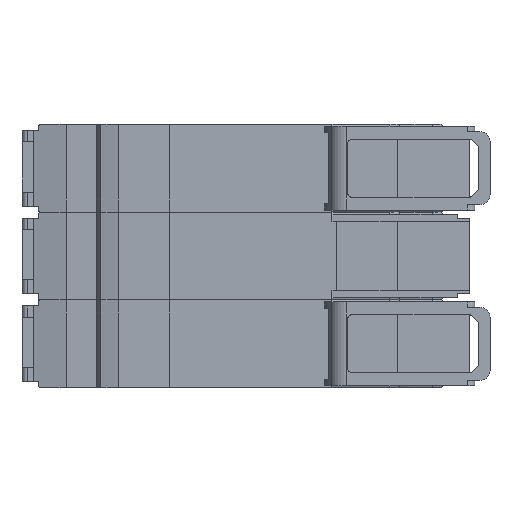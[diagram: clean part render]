
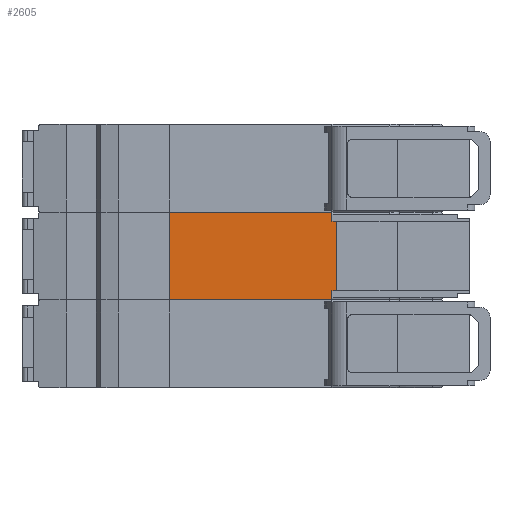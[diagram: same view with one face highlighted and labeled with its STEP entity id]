
A CAD part, front view. The second image highlights one B-rep face of the part: STEP entity #2605.
In plain terms, the highlighted planar face has unit normal (0, -1, 0).
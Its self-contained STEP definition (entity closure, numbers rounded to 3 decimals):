
#2605=ADVANCED_FACE('',(#7432),#5565,.T.);
#5565=PLANE('',#52659);
#7432=FACE_OUTER_BOUND('',#10135,.T.);
#10135=EDGE_LOOP('',(#23678,#23679,#23680,#23681,#23682,#23683,#23684,#23685));
#13421=LINE('',#72058,#18502);
#13432=LINE('',#72082,#18513);
#13454=LINE('',#72130,#18535);
#13456=LINE('',#72134,#18537);
#13457=LINE('',#72136,#18538);
#13458=LINE('',#72138,#18539);
#13459=LINE('',#72140,#18540);
#13460=LINE('',#72141,#18541);
#18502=VECTOR('',#57450,1.);
#18513=VECTOR('',#57465,1.);
#18535=VECTOR('',#57507,1.);
#18537=VECTOR('',#57511,1.);
#18538=VECTOR('',#57512,1.);
#18539=VECTOR('',#57513,1.);
#18540=VECTOR('',#57514,1.);
#18541=VECTOR('',#57515,1.);
#23678=ORIENTED_EDGE('',*,*,#43409,.F.);
#23679=ORIENTED_EDGE('',*,*,#43447,.T.);
#23680=ORIENTED_EDGE('',*,*,#43448,.T.);
#23681=ORIENTED_EDGE('',*,*,#43449,.T.);
#23682=ORIENTED_EDGE('',*,*,#43450,.T.);
#23683=ORIENTED_EDGE('',*,*,#43421,.T.);
#23684=ORIENTED_EDGE('',*,*,#43451,.T.);
#23685=ORIENTED_EDGE('',*,*,#43445,.F.);
#38608=VERTEX_POINT('',#71984);
#38636=VERTEX_POINT('',#72054);
#38647=VERTEX_POINT('',#72081);
#38648=VERTEX_POINT('',#72083);
#38664=VERTEX_POINT('',#72131);
#38665=VERTEX_POINT('',#72135);
#38666=VERTEX_POINT('',#72137);
#38667=VERTEX_POINT('',#72139);
#43409=EDGE_CURVE('',#38608,#38636,#13421,.T.);
#43421=EDGE_CURVE('',#38648,#38647,#13432,.T.);
#43445=EDGE_CURVE('',#38636,#38664,#13454,.T.);
#43447=EDGE_CURVE('',#38608,#38665,#13456,.T.);
#43448=EDGE_CURVE('',#38665,#38666,#13457,.T.);
#43449=EDGE_CURVE('',#38666,#38667,#13458,.T.);
#43450=EDGE_CURVE('',#38667,#38648,#13459,.T.);
#43451=EDGE_CURVE('',#38647,#38664,#13460,.T.);
#52659=AXIS2_PLACEMENT_3D('',#72142,#57516,#57517);
#57450=DIRECTION('',(-1.,0.,0.));
#57465=DIRECTION('',(0.,0.,1.));
#57507=DIRECTION('',(0.,0.,1.));
#57511=DIRECTION('',(0.,0.,1.));
#57512=DIRECTION('',(1.,0.,0.));
#57513=DIRECTION('',(0.,0.,1.));
#57514=DIRECTION('',(-1.,0.,0.));
#57515=DIRECTION('',(-1.,0.,0.));
#57516=DIRECTION('',(0.,-1.,0.));
#57517=DIRECTION('',(0.,0.,-1.));
#71984=CARTESIAN_POINT('',(30.5,-55.8,-35.));
#72054=CARTESIAN_POINT('',(-4.,-55.8,-35.));
#72058=CARTESIAN_POINT('',(-4.,-55.8,-35.));
#72081=CARTESIAN_POINT('',(30.5,-55.8,-17.5));
#72082=CARTESIAN_POINT('',(30.5,-55.8,-17.5));
#72083=CARTESIAN_POINT('',(30.5,-55.8,-19.3));
#72130=CARTESIAN_POINT('',(-4.,-55.8,-17.5));
#72131=CARTESIAN_POINT('',(-4.,-55.8,-17.5));
#72134=CARTESIAN_POINT('',(30.5,-55.8,-35.));
#72135=CARTESIAN_POINT('',(30.5,-55.8,-33.2));
#72136=CARTESIAN_POINT('',(-4.,-55.8,-33.2));
#72137=CARTESIAN_POINT('',(31.4,-55.8,-33.2));
#72138=CARTESIAN_POINT('',(31.4,-55.8,-33.2));
#72139=CARTESIAN_POINT('',(31.4,-55.8,-19.3));
#72140=CARTESIAN_POINT('',(30.95,-55.8,-19.3));
#72141=CARTESIAN_POINT('',(-4.,-55.8,-17.5));
#72142=CARTESIAN_POINT('',(-4.,-55.8,-17.5));
